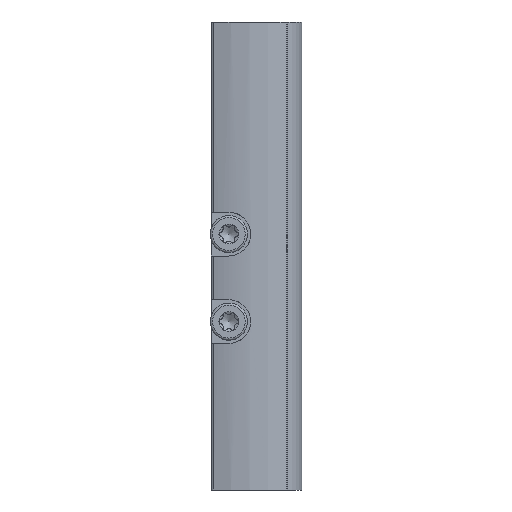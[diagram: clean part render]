
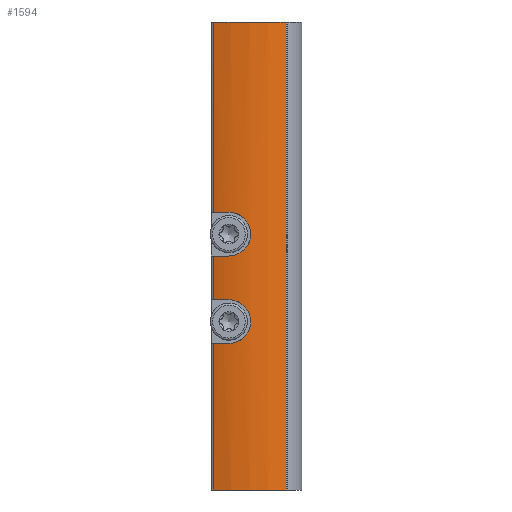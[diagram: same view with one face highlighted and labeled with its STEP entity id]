
A CAD part, left-side view. The second image highlights one B-rep face of the part: STEP entity #1594.
In plain terms, the highlighted cylindrical face has radius 28 mm (diameter 56 mm), a partial arc.
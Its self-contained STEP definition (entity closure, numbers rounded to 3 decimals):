
#86=B_SPLINE_CURVE_WITH_KNOTS('',3,(#2504,#2505,#2506,#2507,#2508,#2509,
#2510),.UNSPECIFIED.,.F.,.F.,(4,1,1,1,4),(0.004,0.008,
0.012,0.016,0.02),.UNSPECIFIED.);
#87=B_SPLINE_CURVE_WITH_KNOTS('',3,(#2518,#2519,#2520,#2521,#2522,#2523,
#2524),.UNSPECIFIED.,.F.,.F.,(4,1,1,1,4),(0.004,0.008,
0.012,0.016,0.02),.UNSPECIFIED.);
#162=CIRCLE('',#1760,28.);
#166=CIRCLE('',#1765,28.);
#169=CIRCLE('',#1769,28.);
#170=CIRCLE('',#1770,28.);
#171=CIRCLE('',#1771,28.);
#172=CIRCLE('',#1772,28.);
#228=CYLINDRICAL_SURFACE('',#1768,28.);
#334=ORIENTED_EDGE('',*,*,#766,.F.);
#335=ORIENTED_EDGE('',*,*,#767,.F.);
#336=ORIENTED_EDGE('',*,*,#768,.F.);
#337=ORIENTED_EDGE('',*,*,#769,.F.);
#338=ORIENTED_EDGE('',*,*,#770,.F.);
#339=ORIENTED_EDGE('',*,*,#771,.F.);
#340=ORIENTED_EDGE('',*,*,#772,.F.);
#341=ORIENTED_EDGE('',*,*,#773,.F.);
#342=ORIENTED_EDGE('',*,*,#757,.F.);
#343=ORIENTED_EDGE('',*,*,#774,.T.);
#344=ORIENTED_EDGE('',*,*,#762,.T.);
#345=ORIENTED_EDGE('',*,*,#775,.F.);
#757=EDGE_CURVE('',#971,#972,#162,.T.);
#762=EDGE_CURVE('',#975,#974,#166,.T.);
#766=EDGE_CURVE('',#978,#979,#169,.T.);
#767=EDGE_CURVE('',#980,#978,#86,.T.);
#768=EDGE_CURVE('',#981,#980,#170,.T.);
#769=EDGE_CURVE('',#982,#981,#1125,.T.);
#770=EDGE_CURVE('',#983,#982,#171,.T.);
#771=EDGE_CURVE('',#984,#983,#87,.T.);
#772=EDGE_CURVE('',#985,#984,#172,.T.);
#773=EDGE_CURVE('',#972,#985,#1126,.T.);
#774=EDGE_CURVE('',#971,#975,#1127,.T.);
#775=EDGE_CURVE('',#979,#974,#1128,.T.);
#971=VERTEX_POINT('',#2483);
#972=VERTEX_POINT('',#2485);
#974=VERTEX_POINT('',#2492);
#975=VERTEX_POINT('',#2494);
#978=VERTEX_POINT('',#2502);
#979=VERTEX_POINT('',#2503);
#980=VERTEX_POINT('',#2511);
#981=VERTEX_POINT('',#2513);
#982=VERTEX_POINT('',#2515);
#983=VERTEX_POINT('',#2517);
#984=VERTEX_POINT('',#2525);
#985=VERTEX_POINT('',#2527);
#1125=LINE('',#2514,#1205);
#1126=LINE('',#2528,#1206);
#1127=LINE('',#2529,#1207);
#1128=LINE('',#2530,#1208);
#1205=VECTOR('',#2026,1000.);
#1206=VECTOR('',#2031,1000.);
#1207=VECTOR('',#2032,1000.);
#1208=VECTOR('',#2033,1000.);
#1264=EDGE_LOOP('',(#334,#335,#336,#337,#338,#339,#340,#341,#342,#343,#344,
#345));
#1416=FACE_BOUND('',#1264,.T.);
#1594=ADVANCED_FACE('',(#1416),#228,.T.);
#1760=AXIS2_PLACEMENT_3D('',#2484,#2002,#2003);
#1765=AXIS2_PLACEMENT_3D('',#2493,#2013,#2014);
#1768=AXIS2_PLACEMENT_3D('',#2500,#2020,#2021);
#1769=AXIS2_PLACEMENT_3D('',#2501,#2022,#2023);
#1770=AXIS2_PLACEMENT_3D('',#2512,#2024,#2025);
#1771=AXIS2_PLACEMENT_3D('',#2516,#2027,#2028);
#1772=AXIS2_PLACEMENT_3D('',#2526,#2029,#2030);
#2002=DIRECTION('',(1.,0.,0.));
#2003=DIRECTION('',(0.,0.,-1.));
#2013=DIRECTION('',(1.,0.,0.));
#2014=DIRECTION('',(0.,0.,-1.));
#2020=DIRECTION('',(-1.,0.,0.));
#2021=DIRECTION('',(0.,0.,1.));
#2022=DIRECTION('',(1.,0.,0.));
#2023=DIRECTION('',(0.,0.,-1.));
#2024=DIRECTION('',(-1.,0.,0.));
#2025=DIRECTION('',(0.,0.,1.));
#2026=DIRECTION('',(-1.,0.,0.));
#2027=DIRECTION('',(1.,0.,0.));
#2028=DIRECTION('',(0.,0.,-1.));
#2029=DIRECTION('',(-1.,0.,0.));
#2030=DIRECTION('',(0.,0.,1.));
#2031=DIRECTION('',(-1.,0.,0.));
#2032=DIRECTION('',(-1.,0.,0.));
#2033=DIRECTION('',(-1.,0.,0.));
#2483=CARTESIAN_POINT('',(107.,-5.073,-11.811));
#2484=CARTESIAN_POINT('',(107.,3.,15.));
#2485=CARTESIAN_POINT('',(107.,11.584,-11.652));
#2492=CARTESIAN_POINT('',(0.,11.584,-11.652));
#2493=CARTESIAN_POINT('',(0.,3.,15.));
#2494=CARTESIAN_POINT('',(0.,-5.073,-11.811));
#2500=CARTESIAN_POINT('',(107.,3.,15.));
#2501=CARTESIAN_POINT('',(43.5,3.,15.));
#2502=CARTESIAN_POINT('',(43.5,8.,-12.55));
#2503=CARTESIAN_POINT('',(43.5,11.584,-11.652));
#2504=CARTESIAN_POINT('',(53.5,8.,-12.55));
#2505=CARTESIAN_POINT('',(53.5,6.712,-12.784));
#2506=CARTESIAN_POINT('',(52.436,4.094,-13.03));
#2507=CARTESIAN_POINT('',(48.502,2.453,-12.985));
#2508=CARTESIAN_POINT('',(44.565,4.092,-13.03));
#2509=CARTESIAN_POINT('',(43.5,6.712,-12.784));
#2510=CARTESIAN_POINT('',(43.5,8.,-12.55));
#2511=CARTESIAN_POINT('',(53.5,8.,-12.55));
#2512=CARTESIAN_POINT('',(53.5,3.,15.));
#2513=CARTESIAN_POINT('',(53.5,11.584,-11.652));
#2514=CARTESIAN_POINT('',(107.,11.584,-11.652));
#2515=CARTESIAN_POINT('',(63.5,11.584,-11.652));
#2516=CARTESIAN_POINT('',(63.5,3.,15.));
#2517=CARTESIAN_POINT('',(63.5,8.,-12.55));
#2518=CARTESIAN_POINT('',(73.5,8.,-12.55));
#2519=CARTESIAN_POINT('',(73.5,6.712,-12.784));
#2520=CARTESIAN_POINT('',(72.436,4.094,-13.03));
#2521=CARTESIAN_POINT('',(68.502,2.453,-12.985));
#2522=CARTESIAN_POINT('',(64.565,4.092,-13.03));
#2523=CARTESIAN_POINT('',(63.5,6.712,-12.784));
#2524=CARTESIAN_POINT('',(63.5,8.,-12.55));
#2525=CARTESIAN_POINT('',(73.5,8.,-12.55));
#2526=CARTESIAN_POINT('',(73.5,3.,15.));
#2527=CARTESIAN_POINT('',(73.5,11.584,-11.652));
#2528=CARTESIAN_POINT('',(107.,11.584,-11.652));
#2529=CARTESIAN_POINT('',(107.,-5.073,-11.811));
#2530=CARTESIAN_POINT('',(107.,11.584,-11.652));
